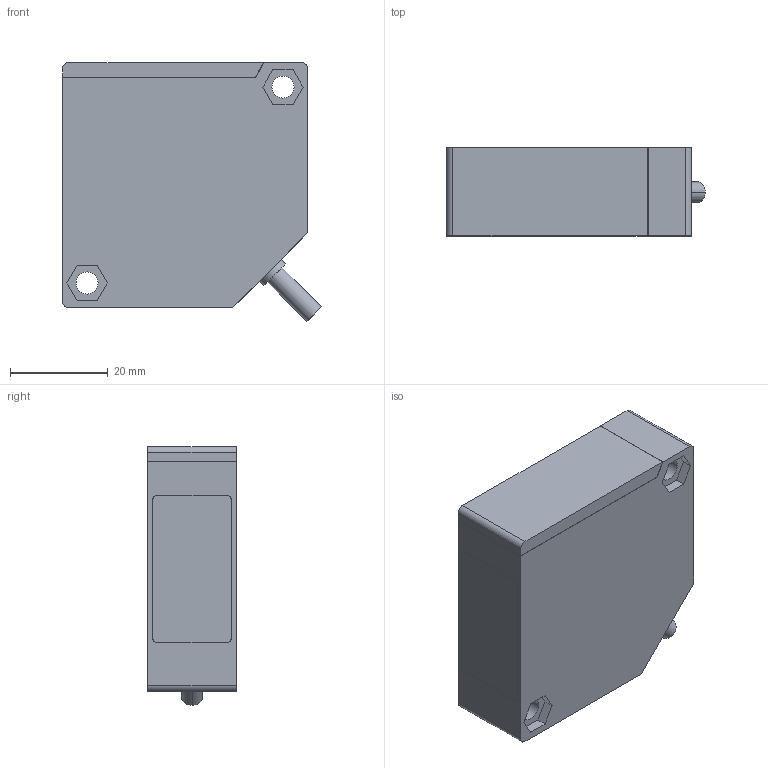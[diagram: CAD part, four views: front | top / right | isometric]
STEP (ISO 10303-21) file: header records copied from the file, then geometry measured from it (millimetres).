
FILE_DESCRIPTION(('starvars output'),'2;1');
FILE_NAME('cv20200406055019000019734.stp','05:50:19 2020/04/06',( 'Thomas Industrial Network Germany GmbH'),( 'Thomas Industrial Network Germany GmbH'),'unknown preprocess','ACIS' ,'unknown authorization');
FILE_SCHEMA(('AUTOMOTIVE_DESIGN_CC2 {UNKNOWN IMPLEMENTATION LEVEL}'));
Length unit declared in the file: millimetre
Products named in the file (1): PRODUCT_ID_1
Bounding box: 52.84 x 18 x 52.85 mm (x, y, z)
Volume: 42265 mm3; surface area: 8922.1 mm2
Topology: 1 solids, 1 shells, 69 faces, 180 edges, 120 vertices
Faces by surface type: plane 54, cylinder 15
Entity records: 2643 total; most frequent: ORIENTED_EDGE 360, CARTESIAN_POINT 347, DIRECTION 310, EDGE_CURVE 180, VECTOR 144, LINE 144, VERTEX_POINT 120, AXIS2_PLACEMENT_3D 83
